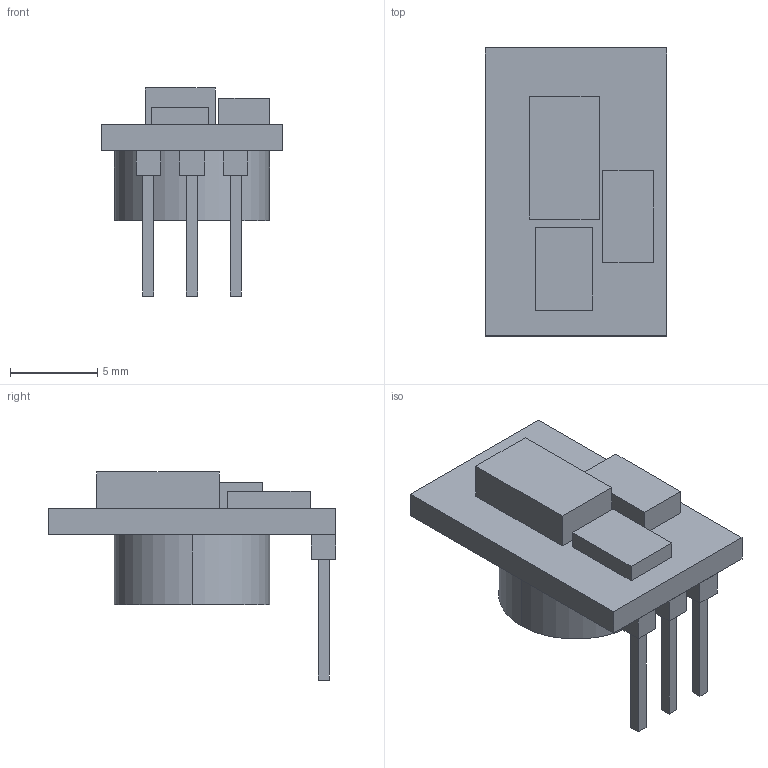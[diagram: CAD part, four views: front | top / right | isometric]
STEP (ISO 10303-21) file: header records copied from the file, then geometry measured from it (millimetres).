
FILE_DESCRIPTION(('FreeCAD Model'),'2;1');
FILE_NAME('DC DC CONVERTER 5V 8W.step', '2017-06-13T12:25:49',('kicad StepUp'),('ksu MCAD'), 'Open CASCADE STEP processor 6.8','FreeCAD','Unknown');
FILE_SCHEMA(('AUTOMOTIVE_DESIGN_CC2 { 1 2 10303 214 -1 1 5 4 }'));
Length unit declared in the file: millimetre
Products named in the file (1): DC_DC_CONVERTER_5V_8W
Bounding box: 10.4 x 16.5 x 11.92 mm (x, y, z)
Volume: 619.7 mm3; surface area: 698.6 mm2
Topology: 1 solids, 1 shells, 54 faces, 126 edges, 84 vertices
Faces by surface type: plane 52, cylinder 2
Entity records: 1907 total; most frequent: CARTESIAN_POINT 265, ORIENTED_EDGE 252, DIRECTION 240, EDGE_CURVE 126, LINE 122, VECTOR 122, VERTEX_POINT 84, FACE_BOUND 64
